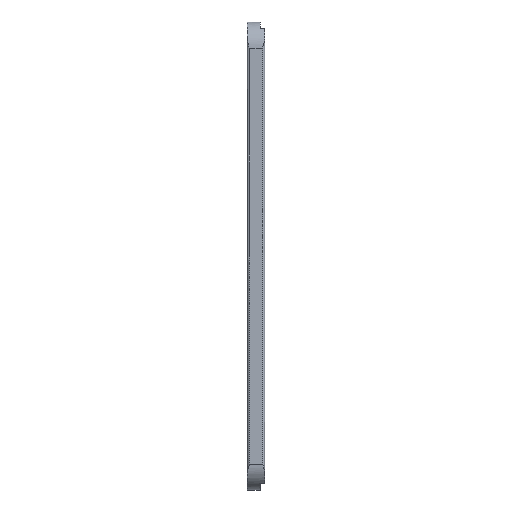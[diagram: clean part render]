
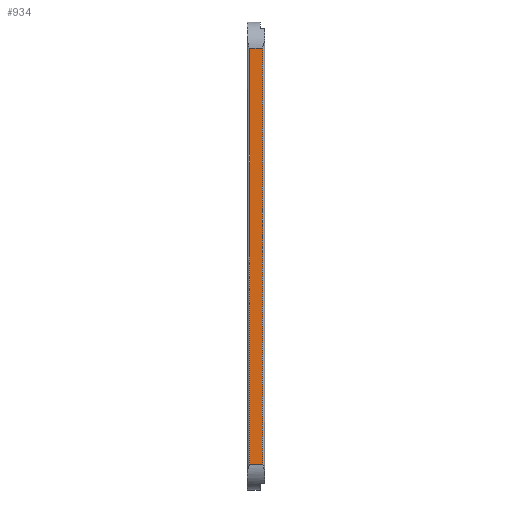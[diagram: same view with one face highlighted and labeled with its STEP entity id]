
A CAD part, front view. The second image highlights one B-rep face of the part: STEP entity #934.
In plain terms, the highlighted planar face has unit normal (0, -1, 0).
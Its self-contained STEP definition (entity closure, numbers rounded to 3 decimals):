
#10 = LINE ( 'NONE', #537, #909 ) ;
#43 = VERTEX_POINT ( 'NONE', #888 ) ;
#186 = DIRECTION ( 'NONE',  ( 0., 0., 1. ) ) ;
#217 = CARTESIAN_POINT ( 'NONE',  ( -1.5, -6., -6. ) ) ;
#246 = ORIENTED_EDGE ( 'NONE', *, *, #610, .F. ) ;
#253 = EDGE_LOOP ( 'NONE', ( #1074, #1246, #673, #246 ) ) ;
#307 = PLANE ( 'NONE',  #1071 ) ;
#331 = EDGE_CURVE ( 'NONE', #468, #891, #10, .T. ) ;
#357 = LINE ( 'NONE', #1284, #907 ) ;
#407 = CARTESIAN_POINT ( 'NONE',  ( 1.5, -6., -108. ) ) ;
#429 = DIRECTION ( 'NONE',  ( 0., 0., -1. ) ) ;
#468 = VERTEX_POINT ( 'NONE', #217 ) ;
#537 = CARTESIAN_POINT ( 'NONE',  ( -2., -6., -6. ) ) ;
#545 = DIRECTION ( 'NONE',  ( 1., 0., 0. ) ) ;
#591 = DIRECTION ( 'NONE',  ( 1., 0., 0. ) ) ;
#606 = LINE ( 'NONE', #407, #1166 ) ;
#610 = EDGE_CURVE ( 'NONE', #948, #468, #824, .T. ) ;
#673 = ORIENTED_EDGE ( 'NONE', *, *, #331, .F. ) ;
#723 = DIRECTION ( 'NONE',  ( 0., 0., 1. ) ) ;
#745 = CARTESIAN_POINT ( 'NONE',  ( -1.5, -6., -102. ) ) ;
#824 = LINE ( 'NONE', #984, #1156 ) ;
#840 = FACE_OUTER_BOUND ( 'NONE', #253, .T. ) ;
#888 = CARTESIAN_POINT ( 'NONE',  ( 1.5, -6., -102. ) ) ;
#891 = VERTEX_POINT ( 'NONE', #958 ) ;
#907 = VECTOR ( 'NONE', #591, 1000. ) ;
#909 = VECTOR ( 'NONE', #545, 1000. ) ;
#934 = ADVANCED_FACE ( 'NONE', ( #840 ), #307, .T. ) ;
#948 = VERTEX_POINT ( 'NONE', #745 ) ;
#958 = CARTESIAN_POINT ( 'NONE',  ( 1.5, -6., -6. ) ) ;
#984 = CARTESIAN_POINT ( 'NONE',  ( -1.5, -6., -108. ) ) ;
#1071 = AXIS2_PLACEMENT_3D ( 'NONE', #1409, #1098, #429 ) ;
#1074 = ORIENTED_EDGE ( 'NONE', *, *, #1145, .T. ) ;
#1098 = DIRECTION ( 'NONE',  ( 0., -1., 0. ) ) ;
#1145 = EDGE_CURVE ( 'NONE', #948, #43, #357, .T. ) ;
#1156 = VECTOR ( 'NONE', #186, 1000. ) ;
#1166 = VECTOR ( 'NONE', #723, 1000. ) ;
#1246 = ORIENTED_EDGE ( 'NONE', *, *, #1315, .T. ) ;
#1284 = CARTESIAN_POINT ( 'NONE',  ( -2., -6., -102. ) ) ;
#1315 = EDGE_CURVE ( 'NONE', #43, #891, #606, .T. ) ;
#1409 = CARTESIAN_POINT ( 'NONE',  ( -1.5, -6., -108. ) ) ;
